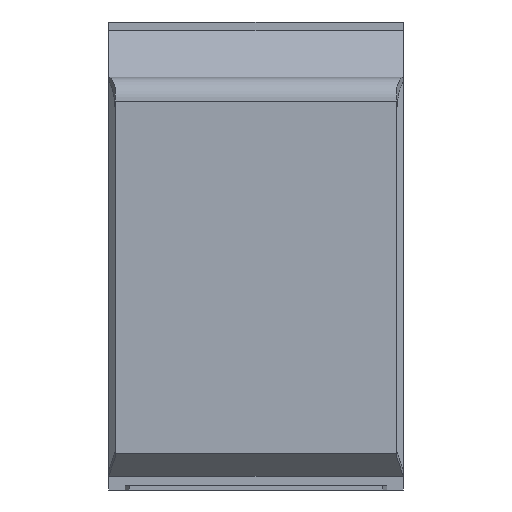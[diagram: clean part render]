
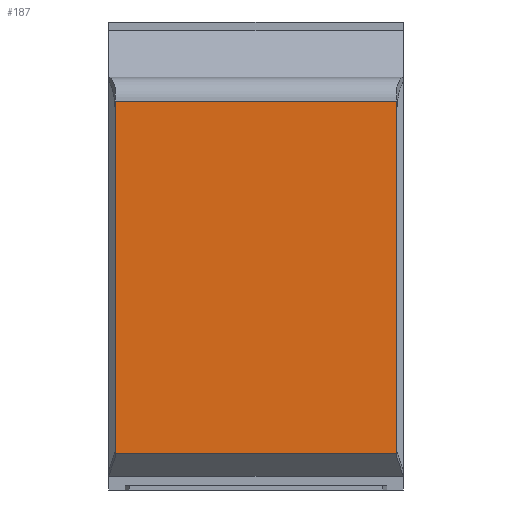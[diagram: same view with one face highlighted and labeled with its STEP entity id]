
A CAD part, front view. The second image highlights one B-rep face of the part: STEP entity #187.
In plain terms, the highlighted planar face has unit normal (0, -1, 0).
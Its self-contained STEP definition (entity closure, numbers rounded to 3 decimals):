
#187=ADVANCED_FACE('',(#424),#425,.F.);
#424=FACE_OUTER_BOUND('',#896,.T.);
#425=PLANE('',#897);
#896=EDGE_LOOP('',(#1602,#1603,#1604,#1605));
#897=AXIS2_PLACEMENT_3D('',#1606,#1607,#1608);
#1602=ORIENTED_EDGE('',*,*,#3408,.F.);
#1603=ORIENTED_EDGE('',*,*,#3409,.F.);
#1604=ORIENTED_EDGE('',*,*,#3410,.F.);
#1605=ORIENTED_EDGE('',*,*,#3411,.F.);
#1606=CARTESIAN_POINT('',(-49.0,-40.5,155.0));
#1607=DIRECTION('',(0.,1.0,0.0));
#1608=DIRECTION('',(-1.0,0.,0.0));
#3408=EDGE_CURVE('',#3998,#3999,#4000,.F.);
#3409=EDGE_CURVE('',#4001,#3998,#4002,.T.);
#3410=EDGE_CURVE('',#4003,#4001,#4004,.T.);
#3411=EDGE_CURVE('',#3999,#4003,#4005,.F.);
#3998=VERTEX_POINT('',#4950);
#3999=VERTEX_POINT('',#4951);
#4000=LINE('',#4952,#4953);
#4001=VERTEX_POINT('',#4954);
#4002=LINE('',#4955,#4956);
#4003=VERTEX_POINT('',#4957);
#4004=LINE('',#4958,#4959);
#4005=LINE('',#4960,#4961);
#4950=CARTESIAN_POINT('',(-49.0,-40.5,130.504));
#4951=CARTESIAN_POINT('',(49.0,-40.5,130.504));
#4952=CARTESIAN_POINT('',(-49.0,-40.5,130.504));
#4953=VECTOR('',#6344,1.0);
#4954=CARTESIAN_POINT('',(-49.0,-40.5,8.0));
#4955=CARTESIAN_POINT('',(-49.0,-40.5,155.0));
#4956=VECTOR('',#6345,1.0);
#4957=CARTESIAN_POINT('',(49.0,-40.5,8.0));
#4958=CARTESIAN_POINT('',(-49.0,-40.5,8.0));
#4959=VECTOR('',#6346,1.0);
#4960=CARTESIAN_POINT('',(49.0,-40.5,155.0));
#4961=VECTOR('',#6347,1.0);
#6344=DIRECTION('',(-1.0,0.,0.0));
#6345=DIRECTION('',(0.0,0.0,1.0));
#6346=DIRECTION('',(-1.0,0.,0.0));
#6347=DIRECTION('',(0.0,0.0,1.0));
